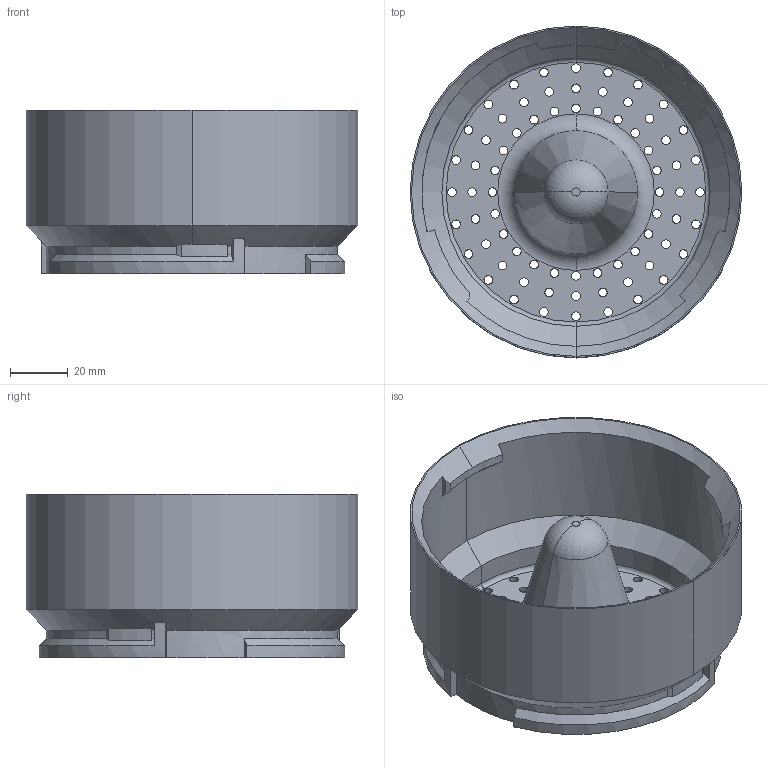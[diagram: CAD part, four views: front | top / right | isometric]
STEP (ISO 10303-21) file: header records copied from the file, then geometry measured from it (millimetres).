
FILE_DESCRIPTION (( 'STEP AP203' ), '1' );
FILE_NAME ('Dispenser_Module_External_02.STEP', '2020-11-29T12:39:49', ( '' ), ( '' ), '', '', '' );
FILE_SCHEMA (( 'CONFIG_CONTROL_DESIGN' ));
Length unit declared in the file: millimetre
Products named in the file (1): Dispenser_Module_External_02
Bounding box: 115 x 115 x 56.5 mm (x, y, z)
Volume: 103684.7 mm3; surface area: 62876.3 mm2
Topology: 1 solids, 1 shells, 228 faces, 649 edges, 426 vertices
Faces by surface type: cylinder 167, plane 32, cone 21, torus 8
Entity records: 7990 total; most frequent: DIRECTION 1475, CARTESIAN_POINT 1340, ORIENTED_EDGE 1298, EDGE_CURVE 649, AXIS2_PLACEMENT_3D 609, VERTEX_POINT 426, CIRCLE 380, EDGE_LOOP 375
